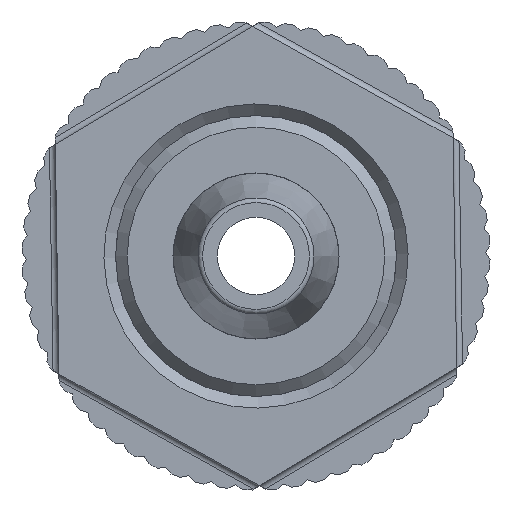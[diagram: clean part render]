
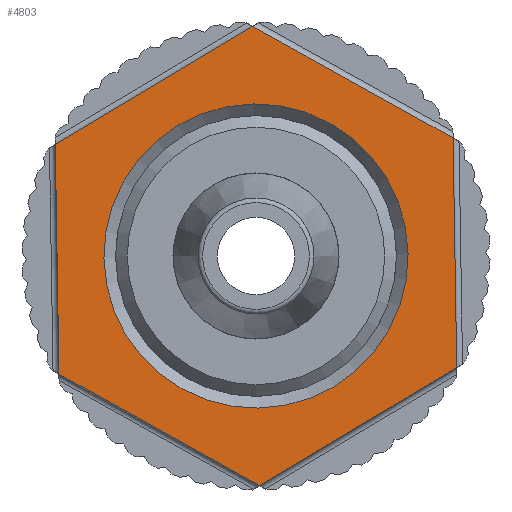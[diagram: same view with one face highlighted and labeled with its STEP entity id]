
A CAD part, left-side view. The second image highlights one B-rep face of the part: STEP entity #4803.
In plain terms, the highlighted planar face has unit normal (-1, 0, 0).
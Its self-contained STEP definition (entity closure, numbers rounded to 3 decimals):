
#68=LINE('',#6949,#532);
#116=LINE('',#7092,#580);
#510=LINE('',#8107,#974);
#511=LINE('',#8109,#975);
#512=LINE('',#8111,#976);
#513=LINE('',#8112,#977);
#532=VECTOR('',#5532,9.815);
#580=VECTOR('',#5636,9.815);
#974=VECTOR('',#6640,9.815);
#975=VECTOR('',#6641,9.815);
#976=VECTOR('',#6642,9.815);
#977=VECTOR('',#6643,9.815);
#1149=PLANE('',#5265);
#1272=FACE_BOUND('',#1825,.T.);
#1528=FACE_OUTER_BOUND('',#1824,.T.);
#1824=EDGE_LOOP('',(#4499,#4500,#4501,#4502,#4503,#4504));
#1825=EDGE_LOOP('',(#4505));
#2011=CIRCLE('',#5264,6.5);
#2086=VERTEX_POINT('',#6946);
#2087=VERTEX_POINT('',#6948);
#2154=VERTEX_POINT('',#7091);
#2469=VERTEX_POINT('',#8103);
#2470=VERTEX_POINT('',#8106);
#2471=VERTEX_POINT('',#8108);
#2472=VERTEX_POINT('',#8110);
#2572=EDGE_CURVE('',#2087,#2086,#68,.T.);
#2643=EDGE_CURVE('',#2154,#2087,#116,.T.);
#3150=EDGE_CURVE('',#2469,#2469,#2011,.T.);
#3151=EDGE_CURVE('',#2086,#2470,#510,.T.);
#3152=EDGE_CURVE('',#2470,#2471,#511,.T.);
#3153=EDGE_CURVE('',#2471,#2472,#512,.T.);
#3154=EDGE_CURVE('',#2472,#2154,#513,.T.);
#4499=ORIENTED_EDGE('',*,*,#2643,.T.);
#4500=ORIENTED_EDGE('',*,*,#2572,.T.);
#4501=ORIENTED_EDGE('',*,*,#3151,.T.);
#4502=ORIENTED_EDGE('',*,*,#3152,.T.);
#4503=ORIENTED_EDGE('',*,*,#3153,.T.);
#4504=ORIENTED_EDGE('',*,*,#3154,.T.);
#4505=ORIENTED_EDGE('',*,*,#3150,.F.);
#4803=ADVANCED_FACE('',(#1528,#1272),#1149,.T.);
#5264=AXIS2_PLACEMENT_3D('',#8104,#6636,#6637);
#5265=AXIS2_PLACEMENT_3D('',#8105,#6638,#6639);
#5532=DIRECTION('',(0.,-0.5,-0.866));
#5636=DIRECTION('',(0.,0.5,-0.866));
#6636=DIRECTION('center_axis',(-1.,0.,0.));
#6637=DIRECTION('ref_axis',(0.,-1.,0.));
#6638=DIRECTION('center_axis',(-1.,0.,0.));
#6639=DIRECTION('ref_axis',(0.,0.,1.));
#6640=DIRECTION('',(0.,-1.,0.));
#6641=DIRECTION('',(0.,-0.5,0.866));
#6642=DIRECTION('',(0.,0.5,0.866));
#6643=DIRECTION('',(0.,1.,0.));
#6946=CARTESIAN_POINT('',(0.,4.907,-8.5));
#6948=CARTESIAN_POINT('',(0.,9.815,0.));
#6949=CARTESIAN_POINT('',(0.,8.361,-2.518));
#7091=CARTESIAN_POINT('',(0.,4.907,8.5));
#7092=CARTESIAN_POINT('',(0.,8.361,2.518));
#8103=CARTESIAN_POINT('',(0.,6.5,0.));
#8104=CARTESIAN_POINT('Origin',(0.,0.,0.));
#8105=CARTESIAN_POINT('Origin',(0.,8.,0.));
#8106=CARTESIAN_POINT('',(0.,-4.907,-8.5));
#8107=CARTESIAN_POINT('',(0.,4.,-8.5));
#8108=CARTESIAN_POINT('',(0.,-9.815,0.));
#8109=CARTESIAN_POINT('',(0.,-6.361,-5.982));
#8110=CARTESIAN_POINT('',(0.,-4.907,8.5));
#8111=CARTESIAN_POINT('',(0.,-6.361,5.982));
#8112=CARTESIAN_POINT('',(0.,4.,8.5));
